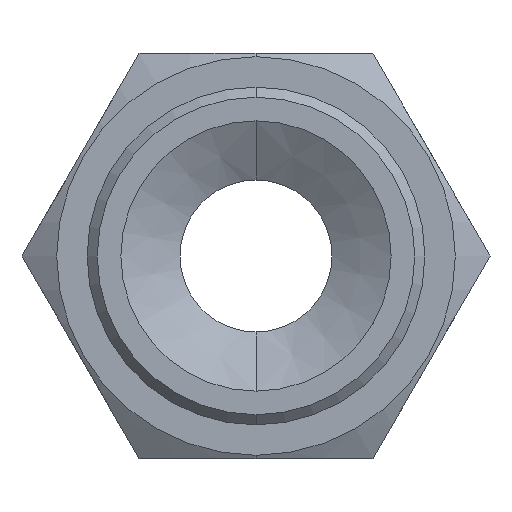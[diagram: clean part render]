
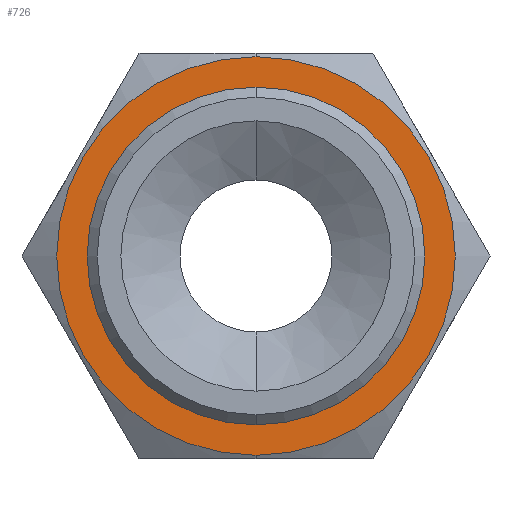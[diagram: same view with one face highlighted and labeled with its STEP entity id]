
A CAD part, front view. The second image highlights one B-rep face of the part: STEP entity #726.
In plain terms, the highlighted planar face has unit normal (0, -1, 0).
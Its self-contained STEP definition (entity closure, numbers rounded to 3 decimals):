
#30 = AXIS2_PLACEMENT_3D ( 'NONE', #1165, #1166, #1167 ) ;
#32 = CIRCLE ( 'NONE', #108, 5.9 ) ;
#35 = AXIS2_PLACEMENT_3D ( 'NONE', #1567, #1568, #1569 ) ;
#54 = AXIS2_PLACEMENT_3D ( 'NONE', #1564, #1565, #1566 ) ;
#64 = CIRCLE ( 'NONE', #30, 5. ) ;
#90 = CIRCLE ( 'NONE', #35, 5.9 ) ;
#108 = AXIS2_PLACEMENT_3D ( 'NONE', #1501, #1502, #1503 ) ;
#193 = AXIS2_PLACEMENT_3D ( 'NONE', #1326, #1327, #1328 ) ;
#209 = CIRCLE ( 'NONE', #54, 5. ) ;
#224 = EDGE_LOOP ( 'NONE', ( #348, #350 ) ) ;
#225 = EDGE_LOOP ( 'NONE', ( #346, #351 ) ) ;
#346 = ORIENTED_EDGE ( 'NONE', *, *, #751, .F. ) ;
#348 = ORIENTED_EDGE ( 'NONE', *, *, #800, .T. ) ;
#350 = ORIENTED_EDGE ( 'NONE', *, *, #744, .T. ) ;
#351 = ORIENTED_EDGE ( 'NONE', *, *, #799, .F. ) ;
#459 = FACE_OUTER_BOUND ( 'NONE', #224, .T. ) ;
#460 = FACE_BOUND ( 'NONE', #225, .T. ) ;
#726 = ADVANCED_FACE ( 'NONE', ( #459, #460 ), #1325, .T. ) ;
#744 = EDGE_CURVE ( 'NONE', #1436, #1441, #32, .T. ) ;
#751 = EDGE_CURVE ( 'NONE', #1431, #1432, #64, .T. ) ;
#799 = EDGE_CURVE ( 'NONE', #1432, #1431, #209, .T. ) ;
#800 = EDGE_CURVE ( 'NONE', #1441, #1436, #90, .T. ) ;
#1165 = CARTESIAN_POINT ( 'NONE',  ( 0., 19., 0. ) ) ;
#1166 = DIRECTION ( 'NONE',  ( 0., -1., 0. ) ) ;
#1167 = DIRECTION ( 'NONE',  ( 0., 0., -1. ) ) ;
#1325 = PLANE ( 'NONE',  #193 ) ;
#1326 = CARTESIAN_POINT ( 'NONE',  ( 5.9, 19., 0. ) ) ;
#1327 = DIRECTION ( 'NONE',  ( 0., -1., 0. ) ) ;
#1328 = DIRECTION ( 'NONE',  ( 0., 0., -1. ) ) ;
#1431 = VERTEX_POINT ( 'NONE', #1601 ) ;
#1432 = VERTEX_POINT ( 'NONE', #1602 ) ;
#1436 = VERTEX_POINT ( 'NONE', #1606 ) ;
#1441 = VERTEX_POINT ( 'NONE', #1610 ) ;
#1501 = CARTESIAN_POINT ( 'NONE',  ( 0., 19., 0. ) ) ;
#1502 = DIRECTION ( 'NONE',  ( 0., -1., 0. ) ) ;
#1503 = DIRECTION ( 'NONE',  ( 0., 0., -1. ) ) ;
#1564 = CARTESIAN_POINT ( 'NONE',  ( 0., 19., 0. ) ) ;
#1565 = DIRECTION ( 'NONE',  ( 0., -1., 0. ) ) ;
#1566 = DIRECTION ( 'NONE',  ( 0., 0., -1. ) ) ;
#1567 = CARTESIAN_POINT ( 'NONE',  ( 0., 19., 0. ) ) ;
#1568 = DIRECTION ( 'NONE',  ( 0., -1., 0. ) ) ;
#1569 = DIRECTION ( 'NONE',  ( 0., 0., -1. ) ) ;
#1601 = CARTESIAN_POINT ( 'NONE',  ( 0., 19., -5. ) ) ;
#1602 = CARTESIAN_POINT ( 'NONE',  ( 0., 19., 5. ) ) ;
#1606 = CARTESIAN_POINT ( 'NONE',  ( 0., 19., -5.9 ) ) ;
#1610 = CARTESIAN_POINT ( 'NONE',  ( 0., 19., 5.9 ) ) ;
